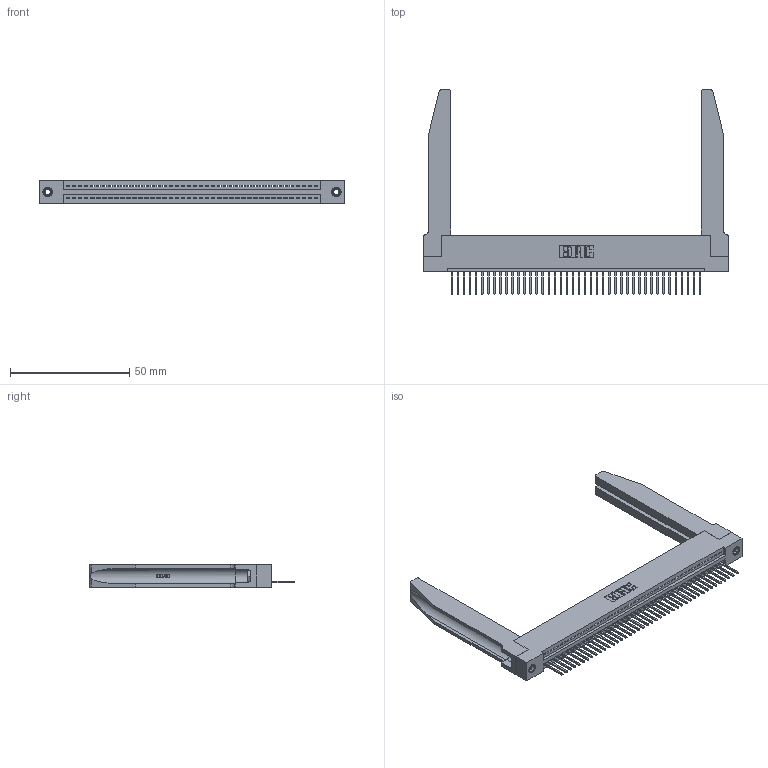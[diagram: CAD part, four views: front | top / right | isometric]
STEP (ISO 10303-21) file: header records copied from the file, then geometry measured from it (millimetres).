
FILE_DESCRIPTION (( 'STEP AP203' ), '1' );
FILE_NAME ('395-042-523-178.STEP', '2019-10-22T11:55:37', ( '' ), ( '' ), 'SwSTEP 2.0', 'SolidWorks 2016', '' );
FILE_SCHEMA (( 'CONFIG_CONTROL_DESIGN' ));
Length unit declared in the file: inch
Products named in the file (5): 395-042-523-178; 345 Part_Flush Mounting Lugs - 0.156 Dia-TH; 345-250-001_345-250-001-102; 345-220-078_345-220-078; 345-292-001_345-293-123
Assembly tree (47 placements, depth 2):
  395-042-523-178
    345 Part_Flush Mounting Lugs - 0.156 Dia-TH
    345-292-001_345-293-123  x42
    345-250-001_345-250-001-102  x2
    345-220-078_345-220-078  x2
Bounding box: 127.91 x 85.78 x 9.4 mm (x, y, z)
Volume: 19903.7 mm3; surface area: 23015.3 mm2
Topology: 47 solids, 47 shells, 2796 faces, 8341 edges, 5494 vertices
Faces by surface type: plane 1902, cylinder 842, bspline 36, cone 12, torus 4
Entity records: 36368 total; most frequent: CARTESIAN_POINT 7197, ORIENTED_EDGE 6070, DIRECTION 5293, EDGE_CURVE 3035, VECTOR 2641, LINE 2641, VERTEX_POINT 2016, AXIS2_PLACEMENT_3D 1326
